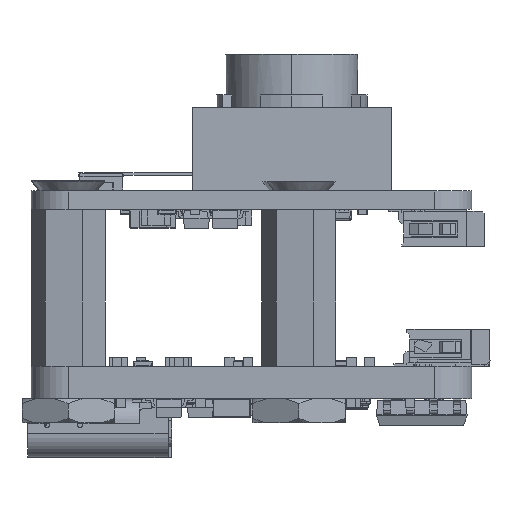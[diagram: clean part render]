
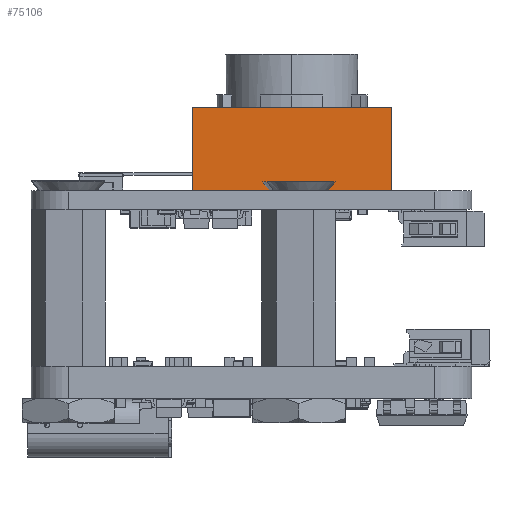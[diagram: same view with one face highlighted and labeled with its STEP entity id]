
A CAD part, left-side view. The second image highlights one B-rep face of the part: STEP entity #75106.
In plain terms, the highlighted planar face has unit normal (-1, 0, 0).
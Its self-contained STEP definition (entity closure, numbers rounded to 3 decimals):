
#6103 = LINE ( 'NONE', #147717, #49117 ) ;
#7630 = CARTESIAN_POINT ( 'NONE',  ( -15.9, 4.35, 4.5 ) ) ;
#16181 = CARTESIAN_POINT ( 'NONE',  ( -15.9, 15.15, 0. ) ) ;
#18892 = ORIENTED_EDGE ( 'NONE', *, *, #50848, .F. ) ;
#21540 = DIRECTION ( 'NONE',  ( 0., 0., -1. ) ) ;
#36609 = LINE ( 'NONE', #163026, #186688 ) ;
#37335 = ORIENTED_EDGE ( 'NONE', *, *, #223799, .T. ) ;
#45255 = LINE ( 'NONE', #136917, #103140 ) ;
#47946 = CARTESIAN_POINT ( 'NONE',  ( -15.9, 15.15, 4.5 ) ) ;
#49117 = VECTOR ( 'NONE', #76950, 1000. ) ;
#50219 = PLANE ( 'NONE',  #162377 ) ;
#50848 = EDGE_CURVE ( 'NONE', #78400, #193571, #6103, .T. ) ;
#75106 = ADVANCED_FACE ( 'NONE', ( #162398 ), #50219, .F. ) ;
#76950 = DIRECTION ( 'NONE',  ( 0., 0., -1. ) ) ;
#78400 = VERTEX_POINT ( 'NONE', #7630 ) ;
#103140 = VECTOR ( 'NONE', #138064, 1000. ) ;
#110067 = EDGE_CURVE ( 'NONE', #221488, #78400, #186534, .T. ) ;
#131696 = VECTOR ( 'NONE', #136690, 1000. ) ;
#136690 = DIRECTION ( 'NONE',  ( 0., -1., 0. ) ) ;
#136917 = CARTESIAN_POINT ( 'NONE',  ( -15.9, 15.15, 0. ) ) ;
#138064 = DIRECTION ( 'NONE',  ( 0., -1., 0. ) ) ;
#143905 = DIRECTION ( 'NONE',  ( 0., 1., 0. ) ) ;
#147717 = CARTESIAN_POINT ( 'NONE',  ( -15.9, 4.35, 4.5 ) ) ;
#151788 = CARTESIAN_POINT ( 'NONE',  ( -15.9, 15.15, 4.5 ) ) ;
#162377 = AXIS2_PLACEMENT_3D ( 'NONE', #47946, #178650, #143905 ) ;
#162398 = FACE_OUTER_BOUND ( 'NONE', #188096, .T. ) ;
#163026 = CARTESIAN_POINT ( 'NONE',  ( -15.9, 15.15, 4.5 ) ) ;
#163767 = CARTESIAN_POINT ( 'NONE',  ( -15.9, 15.15, 4.5 ) ) ;
#178650 = DIRECTION ( 'NONE',  ( 1., 0., 0. ) ) ;
#182236 = ORIENTED_EDGE ( 'NONE', *, *, #110067, .F. ) ;
#186534 = LINE ( 'NONE', #151788, #131696 ) ;
#186688 = VECTOR ( 'NONE', #21540, 1000. ) ;
#188096 = EDGE_LOOP ( 'NONE', ( #37335, #18892, #182236, #214154 ) ) ;
#193571 = VERTEX_POINT ( 'NONE', #201008 ) ;
#201008 = CARTESIAN_POINT ( 'NONE',  ( -15.9, 4.35, 0. ) ) ;
#214154 = ORIENTED_EDGE ( 'NONE', *, *, #214668, .T. ) ;
#214668 = EDGE_CURVE ( 'NONE', #221488, #216304, #36609, .T. ) ;
#216304 = VERTEX_POINT ( 'NONE', #16181 ) ;
#221488 = VERTEX_POINT ( 'NONE', #163767 ) ;
#223799 = EDGE_CURVE ( 'NONE', #216304, #193571, #45255, .T. ) ;
